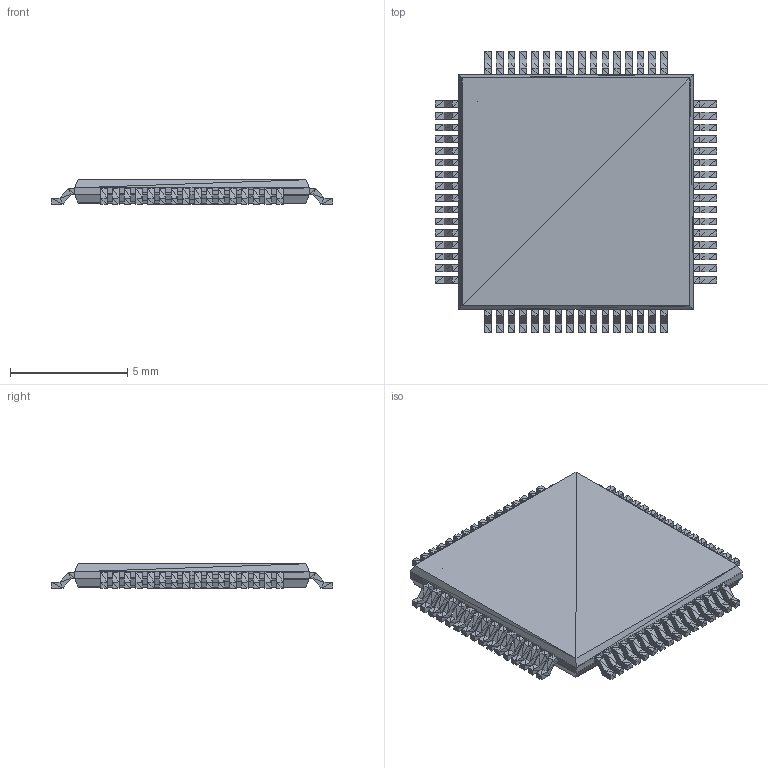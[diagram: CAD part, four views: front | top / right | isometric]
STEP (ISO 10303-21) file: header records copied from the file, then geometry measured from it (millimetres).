
FILE_DESCRIPTION(('STEP AP214'),'1');
FILE_NAME('HTQFP64','2020-12-20T14:02:15',(''),(''),'','','');
FILE_SCHEMA(('AUTOMOTIVE_DESIGN'));
Length unit declared in the file: millimetre
Products named in the file (1): product
Bounding box: 11.99 x 11.99 x 1.04 mm (x, y, z)
Volume: 103.3 mm3; surface area: 348.1 mm2
Topology: 66 solids, 194 shells, 1960 faces, 2812 edges, 1050 vertices
Faces by surface type: plane 1960
Entity records: 37121 total; most frequent: DIRECTION 6734, ORIENTED_EDGE 5880, CARTESIAN_POINT 3042, EDGE_CURVE 2812, LINE 2812, VECTOR 2812, AXIS2_PLACEMENT_3D 1961, STYLED_ITEM 1960
